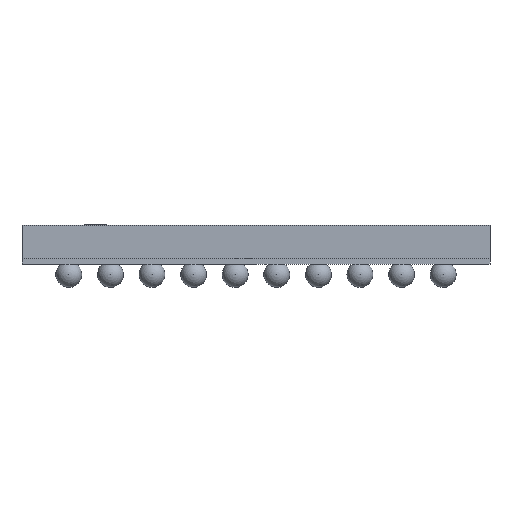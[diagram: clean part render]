
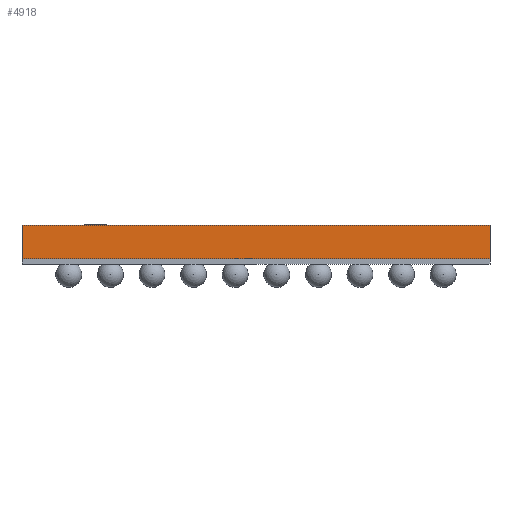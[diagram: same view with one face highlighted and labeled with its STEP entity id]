
A CAD part, left-side view. The second image highlights one B-rep face of the part: STEP entity #4918.
In plain terms, the highlighted planar face has unit normal (-1, 0, 0).
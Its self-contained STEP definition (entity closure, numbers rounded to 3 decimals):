
#1006 = DIRECTION ( 'NONE',  ( 1., 0., 0. ) ) ;
#1137 = CARTESIAN_POINT ( 'NONE',  ( -4.5, 4.5, 0.65 ) ) ;
#2333 = DIRECTION ( 'NONE',  ( 0., 0., -1. ) ) ;
#2539 = DIRECTION ( 'NONE',  ( 0., -1., 0. ) ) ;
#2568 = ORIENTED_EDGE ( 'NONE', *, *, #17806, .T. ) ;
#2657 = CARTESIAN_POINT ( 'NONE',  ( -4.5, 4.5, 0.65 ) ) ;
#2736 = VERTEX_POINT ( 'NONE', #1137 ) ;
#3242 = EDGE_CURVE ( 'NONE', #2736, #4708, #23072, .T. ) ;
#4006 = VERTEX_POINT ( 'NONE', #18547 ) ;
#4507 = CARTESIAN_POINT ( 'NONE',  ( -4.5, -4.5, 0.65 ) ) ;
#4708 = VERTEX_POINT ( 'NONE', #7822 ) ;
#4918 = ADVANCED_FACE ( 'NONE', ( #15795 ), #10312, .F. ) ;
#5817 = VECTOR ( 'NONE', #6924, 1000. ) ;
#5966 = VECTOR ( 'NONE', #2333, 1000. ) ;
#6194 = LINE ( 'NONE', #4507, #5966 ) ;
#6361 = EDGE_LOOP ( 'NONE', ( #2568, #6865, #18435, #18595 ) ) ;
#6865 = ORIENTED_EDGE ( 'NONE', *, *, #21202, .F. ) ;
#6924 = DIRECTION ( 'NONE',  ( 0., 0., -1. ) ) ;
#7281 = AXIS2_PLACEMENT_3D ( 'NONE', #17366, #1006, #23038 ) ;
#7568 = LINE ( 'NONE', #2657, #16713 ) ;
#7822 = CARTESIAN_POINT ( 'NONE',  ( -4.5, 4.5, 0. ) ) ;
#8693 = EDGE_CURVE ( 'NONE', #2736, #13641, #7568, .T. ) ;
#10312 = PLANE ( 'NONE',  #7281 ) ;
#13641 = VERTEX_POINT ( 'NONE', #15761 ) ;
#15444 = LINE ( 'NONE', #22680, #22460 ) ;
#15719 = CARTESIAN_POINT ( 'NONE',  ( -4.5, 4.5, 0.65 ) ) ;
#15761 = CARTESIAN_POINT ( 'NONE',  ( -4.5, -4.5, 0.65 ) ) ;
#15795 = FACE_OUTER_BOUND ( 'NONE', #6361, .T. ) ;
#16713 = VECTOR ( 'NONE', #2539, 1000. ) ;
#17366 = CARTESIAN_POINT ( 'NONE',  ( -4.5, 4.5, 0.65 ) ) ;
#17806 = EDGE_CURVE ( 'NONE', #4708, #4006, #15444, .T. ) ;
#18435 = ORIENTED_EDGE ( 'NONE', *, *, #8693, .F. ) ;
#18547 = CARTESIAN_POINT ( 'NONE',  ( -4.5, -4.5, 0. ) ) ;
#18595 = ORIENTED_EDGE ( 'NONE', *, *, #3242, .T. ) ;
#21202 = EDGE_CURVE ( 'NONE', #13641, #4006, #6194, .T. ) ;
#22460 = VECTOR ( 'NONE', #22915, 1000. ) ;
#22680 = CARTESIAN_POINT ( 'NONE',  ( -4.5, 4.5, 0. ) ) ;
#22915 = DIRECTION ( 'NONE',  ( 0., -1., 0. ) ) ;
#23038 = DIRECTION ( 'NONE',  ( 0., 1., 0. ) ) ;
#23072 = LINE ( 'NONE', #15719, #5817 ) ;
